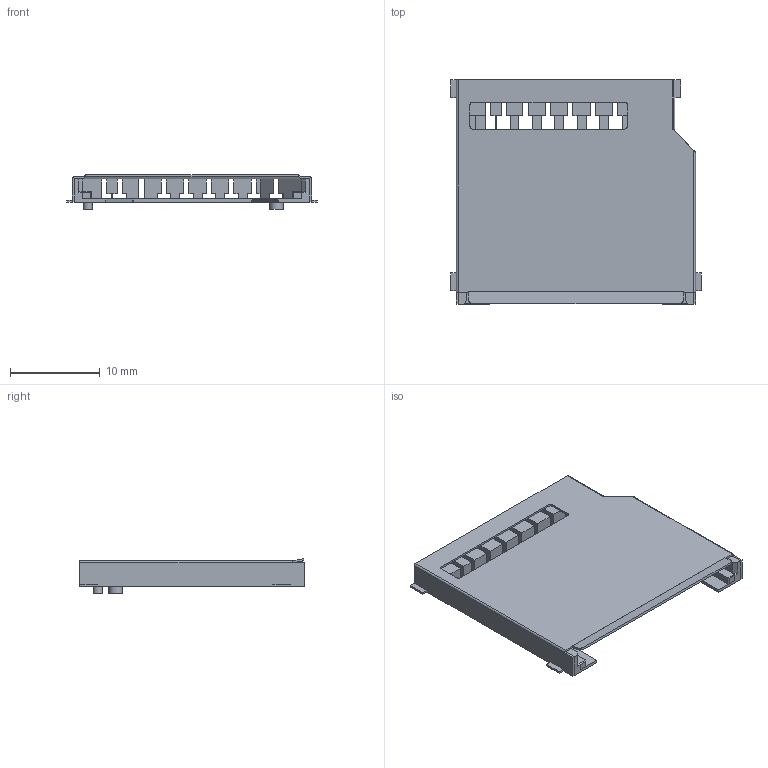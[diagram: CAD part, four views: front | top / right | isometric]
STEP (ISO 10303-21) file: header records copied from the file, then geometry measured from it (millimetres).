
FILE_DESCRIPTION(('FreeCAD Model'),'2;1');
FILE_NAME('SD_Card.step', '2017-03-20T11:38:34',('Author'),(''), 'Open CASCADE STEP processor 6.8','FreeCAD','Unknown');
FILE_SCHEMA(('AUTOMOTIVE_DESIGN_CC2 { 1 2 10303 214 -1 1 5 4 }'));
Length unit declared in the file: millimetre
Products named in the file (3): ASSEMBLY; Metal_Case; Bottom_Socket
Assembly tree (2 placements, depth 2):
  ASSEMBLY
    Metal_Case
    Bottom_Socket
Bounding box: 27.9 x 25 x 3.84 mm (x, y, z)
Volume: 536 mm3; surface area: 2723.4 mm2
Topology: 3 solids, 3 shells, 249 faces, 672 edges, 430 vertices
Faces by surface type: plane 238, cylinder 11
Full cylindrical faces by diameter (mm): 1 x1, 1.5 x1
Entity records: 18036 total; most frequent: CARTESIAN_POINT 2875, DIRECTION 2413, LINE 1848, VECTOR 1848, ORIENTED_EDGE 1344, PCURVE 1344, DEFINITIONAL_REPRESENTATION 1344, EDGE_CURVE 672
